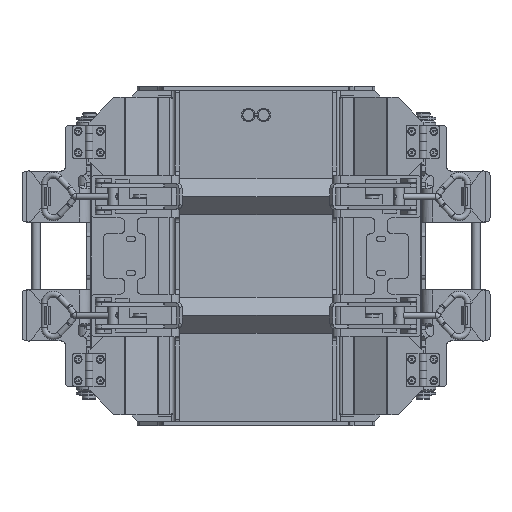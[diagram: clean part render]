
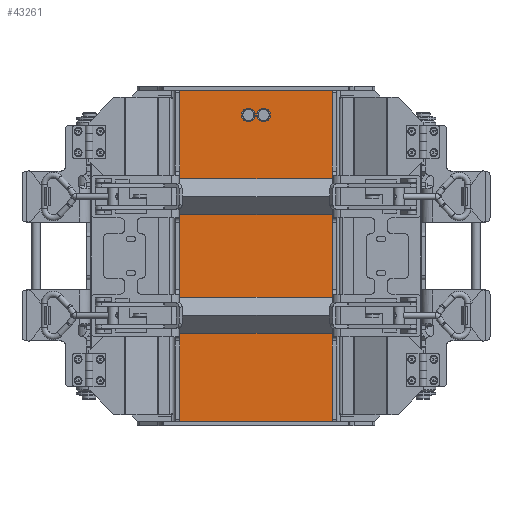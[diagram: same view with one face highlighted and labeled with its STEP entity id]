
A CAD part, left-side view. The second image highlights one B-rep face of the part: STEP entity #43261.
In plain terms, the highlighted planar face has unit normal (-1, 0, 0).
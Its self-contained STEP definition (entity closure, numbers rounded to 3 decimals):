
#1202=FACE_BOUND('',#6519,.T.);
#1203=FACE_BOUND('',#6520,.T.);
#2234=PLANE('',#46217);
#3772=FACE_OUTER_BOUND('',#6518,.T.);
#6518=EDGE_LOOP('',(#28524,#28525,#28526,#28527));
#6519=EDGE_LOOP('',(#28528));
#6520=EDGE_LOOP('',(#28529));
#10314=LINE('',#63489,#13510);
#10318=LINE('',#63496,#13514);
#10321=LINE('',#63502,#13517);
#10323=LINE('',#63505,#13519);
#13510=VECTOR('',#51143,10.);
#13514=VECTOR('',#51149,10.);
#13517=VECTOR('',#51154,10.);
#13519=VECTOR('',#51158,10.);
#16589=CIRCLE('',#46209,4.5);
#16591=CIRCLE('',#46212,4.5);
#18561=VERTEX_POINT('',#63475);
#18563=VERTEX_POINT('',#63480);
#18566=VERTEX_POINT('',#63486);
#18567=VERTEX_POINT('',#63488);
#18569=VERTEX_POINT('',#63494);
#18571=VERTEX_POINT('',#63500);
#22537=EDGE_CURVE('',#18561,#18561,#16589,.T.);
#22539=EDGE_CURVE('',#18563,#18563,#16591,.T.);
#22542=EDGE_CURVE('',#18566,#18567,#10314,.T.);
#22546=EDGE_CURVE('',#18569,#18566,#10318,.T.);
#22549=EDGE_CURVE('',#18571,#18569,#10321,.T.);
#22551=EDGE_CURVE('',#18567,#18571,#10323,.T.);
#28524=ORIENTED_EDGE('',*,*,#22551,.F.);
#28525=ORIENTED_EDGE('',*,*,#22542,.F.);
#28526=ORIENTED_EDGE('',*,*,#22546,.F.);
#28527=ORIENTED_EDGE('',*,*,#22549,.F.);
#28528=ORIENTED_EDGE('',*,*,#22537,.T.);
#28529=ORIENTED_EDGE('',*,*,#22539,.T.);
#43261=ADVANCED_FACE('',(#3772,#1202,#1203),#2234,.F.);
#46209=AXIS2_PLACEMENT_3D('',#63476,#51131,#51132);
#46212=AXIS2_PLACEMENT_3D('',#63481,#51137,#51138);
#46217=AXIS2_PLACEMENT_3D('',#63506,#51159,#51160);
#51131=DIRECTION('center_axis',(1.,0.,0.));
#51132=DIRECTION('ref_axis',(0.,-1.,0.));
#51137=DIRECTION('center_axis',(1.,0.,0.));
#51138=DIRECTION('ref_axis',(0.,-1.,0.));
#51143=DIRECTION('',(0.,0.,1.));
#51149=DIRECTION('',(0.,1.,0.));
#51154=DIRECTION('',(0.,0.,-1.));
#51158=DIRECTION('',(0.,-1.,0.));
#51159=DIRECTION('center_axis',(1.,0.,0.));
#51160=DIRECTION('ref_axis',(0.,0.,-1.));
#63475=CARTESIAN_POINT('',(-183.,-76.5,-29.));
#63476=CARTESIAN_POINT('Origin',(-183.,-81.,-29.));
#63480=CARTESIAN_POINT('',(-183.,-94.5,-29.));
#63481=CARTESIAN_POINT('Origin',(-183.,-99.,-29.));
#63486=CARTESIAN_POINT('',(-183.,0.,-390.));
#63488=CARTESIAN_POINT('',(-183.,0.,0.));
#63489=CARTESIAN_POINT('',(-183.,0.,-390.));
#63494=CARTESIAN_POINT('',(-183.,-180.,-390.));
#63496=CARTESIAN_POINT('',(-183.,-180.,-390.));
#63500=CARTESIAN_POINT('',(-183.,-180.,0.));
#63502=CARTESIAN_POINT('',(-183.,-180.,0.));
#63505=CARTESIAN_POINT('',(-183.,0.,0.));
#63506=CARTESIAN_POINT('Origin',(-183.,-90.,-195.));
